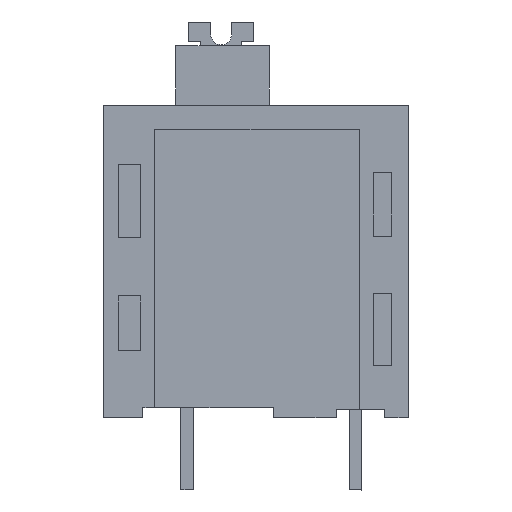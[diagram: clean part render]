
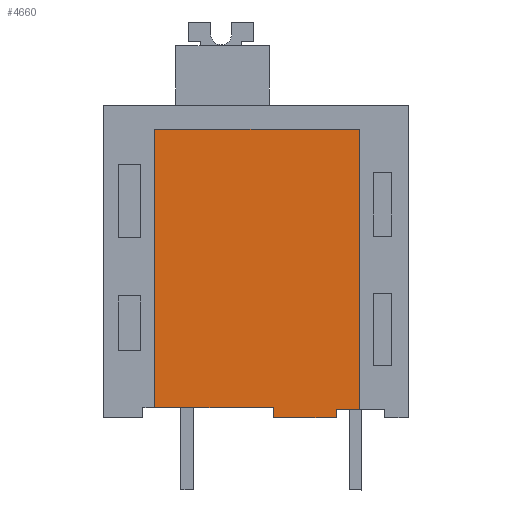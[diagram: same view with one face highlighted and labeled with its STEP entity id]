
A CAD part, left-side view. The second image highlights one B-rep face of the part: STEP entity #4660.
In plain terms, the highlighted planar face has unit normal (-1, 0, 0).
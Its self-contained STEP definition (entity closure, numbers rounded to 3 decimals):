
#4636=AXIS2_PLACEMENT_3D('Plane Axis2P3D',#4633,#4634,#4635) ;
#355=CARTESIAN_POINT('Vertex',(1.1,6.55,4.)) ;
#358=CARTESIAN_POINT('Line Origine',(1.1,9.439,4.)) ;
#362=CARTESIAN_POINT('Vertex',(1.1,12.329,4.)) ;
#389=CARTESIAN_POINT('Line Origine',(1.1,12.329,10.764)) ;
#393=CARTESIAN_POINT('Vertex',(1.1,12.329,17.529)) ;
#418=CARTESIAN_POINT('Vertex',(1.1,2.371,17.529)) ;
#421=CARTESIAN_POINT('Line Origine',(1.1,7.35,17.529)) ;
#439=CARTESIAN_POINT('Line Origine',(1.1,2.371,10.714)) ;
#443=CARTESIAN_POINT('Vertex',(1.1,2.371,3.9)) ;
#468=CARTESIAN_POINT('Vertex',(1.1,3.5,3.9)) ;
#485=CARTESIAN_POINT('Line Origine',(1.1,2.936,3.9)) ;
#4617=CARTESIAN_POINT('Vertex',(1.1,6.55,3.5)) ;
#4620=CARTESIAN_POINT('Line Origine',(1.1,6.55,3.75)) ;
#4633=CARTESIAN_POINT('Axis2P3D Location',(1.1,14.8,0.)) ;
#4638=CARTESIAN_POINT('Line Origine',(1.1,5.025,3.5)) ;
#4642=CARTESIAN_POINT('Vertex',(1.1,3.5,3.5)) ;
#4645=CARTESIAN_POINT('Line Origine',(1.1,3.5,3.7)) ;
#359=DIRECTION('Vector Direction',(0.,1.,0.)) ;
#390=DIRECTION('Vector Direction',(0.,0.,-1.)) ;
#422=DIRECTION('Vector Direction',(0.,-1.,0.)) ;
#440=DIRECTION('Vector Direction',(0.,0.,1.)) ;
#486=DIRECTION('Vector Direction',(0.,-1.,0.)) ;
#4621=DIRECTION('Vector Direction',(0.,0.,1.)) ;
#4634=DIRECTION('Axis2P3D Direction',(-1.,0.,0.)) ;
#4635=DIRECTION('Axis2P3D XDirection',(0.,-1.,0.)) ;
#4639=DIRECTION('Vector Direction',(0.,1.,0.)) ;
#4646=DIRECTION('Vector Direction',(0.,0.,1.)) ;
#360=VECTOR('Line Direction',#359,1.) ;
#391=VECTOR('Line Direction',#390,1.) ;
#423=VECTOR('Line Direction',#422,1.) ;
#441=VECTOR('Line Direction',#440,1.) ;
#487=VECTOR('Line Direction',#486,1.) ;
#4622=VECTOR('Line Direction',#4621,1.) ;
#4640=VECTOR('Line Direction',#4639,1.) ;
#4647=VECTOR('Line Direction',#4646,1.) ;
#4651=ORIENTED_EDGE('',*,*,#364,.F.) ;
#4652=ORIENTED_EDGE('',*,*,#4624,.F.) ;
#4653=ORIENTED_EDGE('',*,*,#4644,.T.) ;
#4654=ORIENTED_EDGE('',*,*,#4649,.T.) ;
#4655=ORIENTED_EDGE('',*,*,#489,.T.) ;
#4656=ORIENTED_EDGE('',*,*,#445,.T.) ;
#4657=ORIENTED_EDGE('',*,*,#425,.T.) ;
#4658=ORIENTED_EDGE('',*,*,#395,.T.) ;
#4660=ADVANCED_FACE('HOUSING',(#4659),#4637,.T.) ;
#364=EDGE_CURVE('',#356,#363,#361,.T.) ;
#395=EDGE_CURVE('',#394,#363,#392,.T.) ;
#425=EDGE_CURVE('',#419,#394,#424,.F.) ;
#445=EDGE_CURVE('',#444,#419,#442,.T.) ;
#489=EDGE_CURVE('',#469,#444,#488,.T.) ;
#4624=EDGE_CURVE('',#4618,#356,#4623,.T.) ;
#4644=EDGE_CURVE('',#4618,#4643,#4641,.F.) ;
#4649=EDGE_CURVE('',#4643,#469,#4648,.T.) ;
#4650=EDGE_LOOP('',(#4651,#4652,#4653,#4654,#4655,#4656,#4657,#4658)) ;
#4659=FACE_OUTER_BOUND('',#4650,.T.) ;
#361=LINE('Line',#358,#360) ;
#392=LINE('Line',#389,#391) ;
#424=LINE('Line',#421,#423) ;
#442=LINE('Line',#439,#441) ;
#488=LINE('Line',#485,#487) ;
#4623=LINE('Line',#4620,#4622) ;
#4641=LINE('Line',#4638,#4640) ;
#4648=LINE('Line',#4645,#4647) ;
#4637=PLANE('',#4636) ;
#356=VERTEX_POINT('',#355) ;
#363=VERTEX_POINT('',#362) ;
#394=VERTEX_POINT('',#393) ;
#419=VERTEX_POINT('',#418) ;
#444=VERTEX_POINT('',#443) ;
#469=VERTEX_POINT('',#468) ;
#4618=VERTEX_POINT('',#4617) ;
#4643=VERTEX_POINT('',#4642) ;
